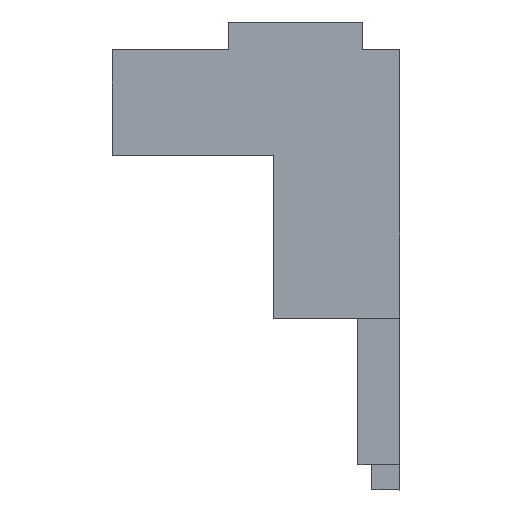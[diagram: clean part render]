
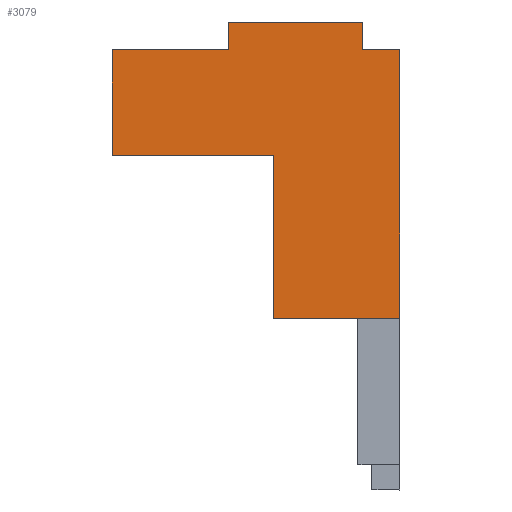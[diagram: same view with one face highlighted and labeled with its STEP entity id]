
A CAD part, left-side view. The second image highlights one B-rep face of the part: STEP entity #3079.
In plain terms, the highlighted planar face has unit normal (-1, 0, 0).
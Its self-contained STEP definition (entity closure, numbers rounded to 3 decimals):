
#3036=AXIS2_PLACEMENT_3D('Plane Axis2P3D',#3033,#3034,#3035) ;
#1824=CARTESIAN_POINT('Vertex',(0.,13.6,36.1)) ;
#1827=CARTESIAN_POINT('Line Origine',(0.,22.3,36.1)) ;
#1831=CARTESIAN_POINT('Vertex',(0.,31.,36.1)) ;
#1993=CARTESIAN_POINT('Vertex',(0.,4.,47.5)) ;
#1996=CARTESIAN_POINT('Line Origine',(0.,2.,47.5)) ;
#2000=CARTESIAN_POINT('Vertex',(0.,0.,47.5)) ;
#2076=CARTESIAN_POINT('Vertex',(0.,31.,47.5)) ;
#2079=CARTESIAN_POINT('Line Origine',(0.,24.75,47.5)) ;
#2083=CARTESIAN_POINT('Vertex',(0.,18.5,47.5)) ;
#2146=CARTESIAN_POINT('Line Origine',(0.,0.,33.025)) ;
#2150=CARTESIAN_POINT('Vertex',(0.,0.,18.55)) ;
#2995=CARTESIAN_POINT('Line Origine',(0.,13.6,27.325)) ;
#2999=CARTESIAN_POINT('Vertex',(0.,13.6,18.55)) ;
#3033=CARTESIAN_POINT('Axis2P3D Location',(0.,-0.5,47.55)) ;
#3038=CARTESIAN_POINT('Line Origine',(0.,4.,49.)) ;
#3042=CARTESIAN_POINT('Vertex',(0.,4.,50.5)) ;
#3045=CARTESIAN_POINT('Line Origine',(0.,11.25,50.5)) ;
#3049=CARTESIAN_POINT('Vertex',(0.,18.5,50.5)) ;
#3052=CARTESIAN_POINT('Line Origine',(0.,18.5,49.)) ;
#3057=CARTESIAN_POINT('Line Origine',(0.,31.,41.8)) ;
#3062=CARTESIAN_POINT('Line Origine',(0.,6.8,18.55)) ;
#1828=DIRECTION('Vector Direction',(0.,1.,0.)) ;
#1997=DIRECTION('Vector Direction',(0.,-1.,0.)) ;
#2080=DIRECTION('Vector Direction',(0.,-1.,0.)) ;
#2147=DIRECTION('Vector Direction',(0.,0.,1.)) ;
#2996=DIRECTION('Vector Direction',(0.,0.,1.)) ;
#3034=DIRECTION('Axis2P3D Direction',(-1.,0.,0.)) ;
#3035=DIRECTION('Axis2P3D XDirection',(0.,0.,-1.)) ;
#3039=DIRECTION('Vector Direction',(0.,0.,-1.)) ;
#3046=DIRECTION('Vector Direction',(0.,-1.,0.)) ;
#3053=DIRECTION('Vector Direction',(0.,0.,1.)) ;
#3058=DIRECTION('Vector Direction',(0.,0.,1.)) ;
#3063=DIRECTION('Vector Direction',(0.,1.,0.)) ;
#1829=VECTOR('Line Direction',#1828,1.) ;
#1998=VECTOR('Line Direction',#1997,1.) ;
#2081=VECTOR('Line Direction',#2080,1.) ;
#2148=VECTOR('Line Direction',#2147,1.) ;
#2997=VECTOR('Line Direction',#2996,1.) ;
#3040=VECTOR('Line Direction',#3039,1.) ;
#3047=VECTOR('Line Direction',#3046,1.) ;
#3054=VECTOR('Line Direction',#3053,1.) ;
#3059=VECTOR('Line Direction',#3058,1.) ;
#3064=VECTOR('Line Direction',#3063,1.) ;
#3068=ORIENTED_EDGE('',*,*,#3044,.F.) ;
#3069=ORIENTED_EDGE('',*,*,#3051,.F.) ;
#3070=ORIENTED_EDGE('',*,*,#3056,.F.) ;
#3071=ORIENTED_EDGE('',*,*,#2085,.F.) ;
#3072=ORIENTED_EDGE('',*,*,#3061,.F.) ;
#3073=ORIENTED_EDGE('',*,*,#1833,.F.) ;
#3074=ORIENTED_EDGE('',*,*,#3001,.F.) ;
#3075=ORIENTED_EDGE('',*,*,#3066,.F.) ;
#3076=ORIENTED_EDGE('',*,*,#2152,.T.) ;
#3077=ORIENTED_EDGE('',*,*,#2002,.F.) ;
#3079=ADVANCED_FACE('COVER',(#3078),#3037,.T.) ;
#1833=EDGE_CURVE('',#1825,#1832,#1830,.T.) ;
#2002=EDGE_CURVE('',#1994,#2001,#1999,.T.) ;
#2085=EDGE_CURVE('',#2077,#2084,#2082,.T.) ;
#2152=EDGE_CURVE('',#2151,#2001,#2149,.T.) ;
#3001=EDGE_CURVE('',#3000,#1825,#2998,.T.) ;
#3044=EDGE_CURVE('',#3043,#1994,#3041,.T.) ;
#3051=EDGE_CURVE('',#3050,#3043,#3048,.T.) ;
#3056=EDGE_CURVE('',#2084,#3050,#3055,.T.) ;
#3061=EDGE_CURVE('',#1832,#2077,#3060,.T.) ;
#3066=EDGE_CURVE('',#2151,#3000,#3065,.T.) ;
#3067=EDGE_LOOP('',(#3068,#3069,#3070,#3071,#3072,#3073,#3074,#3075,#3076,#3077)) ;
#3078=FACE_OUTER_BOUND('',#3067,.T.) ;
#1830=LINE('Line',#1827,#1829) ;
#1999=LINE('Line',#1996,#1998) ;
#2082=LINE('Line',#2079,#2081) ;
#2149=LINE('Line',#2146,#2148) ;
#2998=LINE('Line',#2995,#2997) ;
#3041=LINE('Line',#3038,#3040) ;
#3048=LINE('Line',#3045,#3047) ;
#3055=LINE('Line',#3052,#3054) ;
#3060=LINE('Line',#3057,#3059) ;
#3065=LINE('Line',#3062,#3064) ;
#3037=PLANE('',#3036) ;
#1825=VERTEX_POINT('',#1824) ;
#1832=VERTEX_POINT('',#1831) ;
#1994=VERTEX_POINT('',#1993) ;
#2001=VERTEX_POINT('',#2000) ;
#2077=VERTEX_POINT('',#2076) ;
#2084=VERTEX_POINT('',#2083) ;
#2151=VERTEX_POINT('',#2150) ;
#3000=VERTEX_POINT('',#2999) ;
#3043=VERTEX_POINT('',#3042) ;
#3050=VERTEX_POINT('',#3049) ;
